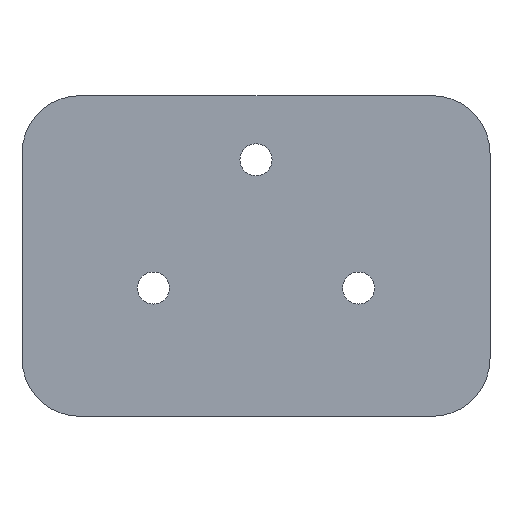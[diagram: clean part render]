
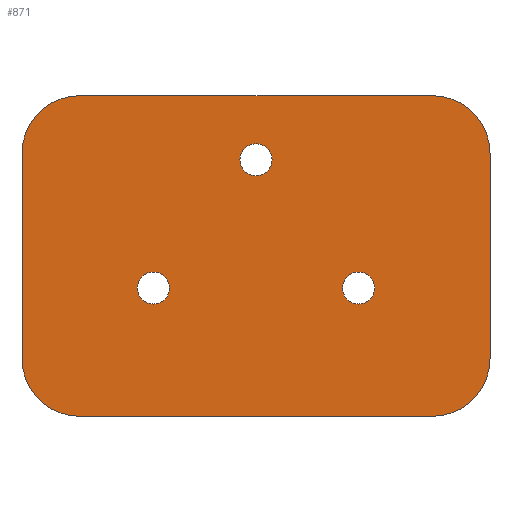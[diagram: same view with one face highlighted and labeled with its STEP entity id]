
A CAD part, left-side view. The second image highlights one B-rep face of the part: STEP entity #871.
In plain terms, the highlighted planar face has unit normal (-1, 0, 0).
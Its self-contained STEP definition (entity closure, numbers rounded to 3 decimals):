
#24=FACE_BOUND('',#131,.T.);
#25=FACE_BOUND('',#132,.T.);
#26=FACE_BOUND('',#133,.T.);
#37=PLANE('',#950);
#79=FACE_OUTER_BOUND('',#130,.T.);
#130=EDGE_LOOP('',(#662,#663,#664,#665,#666,#667,#668,#669));
#131=EDGE_LOOP('',(#670));
#132=EDGE_LOOP('',(#671));
#133=EDGE_LOOP('',(#672));
#190=LINE('',#1306,#286);
#193=LINE('',#1314,#289);
#198=LINE('',#1328,#294);
#200=LINE('',#1333,#296);
#286=VECTOR('',#1051,10.);
#289=VECTOR('',#1060,10.);
#294=VECTOR('',#1075,10.);
#296=VECTOR('',#1083,10.);
#376=CIRCLE('',#934,2.5);
#377=CIRCLE('',#936,2.5);
#378=CIRCLE('',#938,2.5);
#379=CIRCLE('',#941,9.);
#380=CIRCLE('',#944,9.);
#381=CIRCLE('',#946,9.);
#382=CIRCLE('',#949,9.);
#414=VERTEX_POINT('',#1291);
#415=VERTEX_POINT('',#1295);
#416=VERTEX_POINT('',#1299);
#417=VERTEX_POINT('',#1303);
#418=VERTEX_POINT('',#1305);
#419=VERTEX_POINT('',#1309);
#420=VERTEX_POINT('',#1313);
#421=VERTEX_POINT('',#1317);
#422=VERTEX_POINT('',#1321);
#423=VERTEX_POINT('',#1323);
#424=VERTEX_POINT('',#1327);
#497=EDGE_CURVE('',#414,#414,#376,.T.);
#499=EDGE_CURVE('',#415,#415,#377,.T.);
#501=EDGE_CURVE('',#416,#416,#378,.T.);
#504=EDGE_CURVE('',#418,#417,#190,.T.);
#506=EDGE_CURVE('',#419,#418,#379,.T.);
#508=EDGE_CURVE('',#420,#419,#193,.T.);
#510=EDGE_CURVE('',#421,#420,#380,.T.);
#513=EDGE_CURVE('',#423,#422,#381,.T.);
#515=EDGE_CURVE('',#424,#423,#198,.T.);
#517=EDGE_CURVE('',#417,#424,#382,.T.);
#518=EDGE_CURVE('',#422,#421,#200,.T.);
#662=ORIENTED_EDGE('',*,*,#517,.T.);
#663=ORIENTED_EDGE('',*,*,#515,.T.);
#664=ORIENTED_EDGE('',*,*,#513,.T.);
#665=ORIENTED_EDGE('',*,*,#518,.T.);
#666=ORIENTED_EDGE('',*,*,#510,.T.);
#667=ORIENTED_EDGE('',*,*,#508,.T.);
#668=ORIENTED_EDGE('',*,*,#506,.T.);
#669=ORIENTED_EDGE('',*,*,#504,.T.);
#670=ORIENTED_EDGE('',*,*,#501,.T.);
#671=ORIENTED_EDGE('',*,*,#499,.T.);
#672=ORIENTED_EDGE('',*,*,#497,.T.);
#871=ADVANCED_FACE('',(#79,#24,#25,#26),#37,.F.);
#934=AXIS2_PLACEMENT_3D('',#1292,#1035,#1036);
#936=AXIS2_PLACEMENT_3D('',#1296,#1040,#1041);
#938=AXIS2_PLACEMENT_3D('',#1300,#1045,#1046);
#941=AXIS2_PLACEMENT_3D('',#1310,#1055,#1056);
#944=AXIS2_PLACEMENT_3D('',#1318,#1064,#1065);
#946=AXIS2_PLACEMENT_3D('',#1324,#1070,#1071);
#949=AXIS2_PLACEMENT_3D('',#1331,#1079,#1080);
#950=AXIS2_PLACEMENT_3D('',#1332,#1081,#1082);
#1035=DIRECTION('center_axis',(1.,0.,0.));
#1036=DIRECTION('ref_axis',(0.,1.,0.));
#1040=DIRECTION('center_axis',(1.,0.,0.));
#1041=DIRECTION('ref_axis',(0.,1.,0.));
#1045=DIRECTION('center_axis',(1.,0.,0.));
#1046=DIRECTION('ref_axis',(0.,1.,0.));
#1051=DIRECTION('',(0.,1.,0.));
#1055=DIRECTION('center_axis',(-1.,0.,0.));
#1056=DIRECTION('ref_axis',(0.,0.,1.));
#1060=DIRECTION('',(0.,0.,1.));
#1064=DIRECTION('center_axis',(-1.,0.,0.));
#1065=DIRECTION('ref_axis',(0.,-1.,0.));
#1070=DIRECTION('center_axis',(-1.,0.,0.));
#1071=DIRECTION('ref_axis',(0.,0.,-1.));
#1075=DIRECTION('',(0.,0.,-1.));
#1079=DIRECTION('center_axis',(-1.,0.,0.));
#1080=DIRECTION('ref_axis',(0.,1.,0.));
#1081=DIRECTION('center_axis',(1.,0.,0.));
#1082=DIRECTION('ref_axis',(0.,1.,0.));
#1083=DIRECTION('',(0.,-1.,0.));
#1291=CARTESIAN_POINT('',(-8.,-18.5,20.));
#1292=CARTESIAN_POINT('Origin',(-8.,-16.,20.));
#1295=CARTESIAN_POINT('',(-8.,13.5,20.));
#1296=CARTESIAN_POINT('Origin',(-8.,16.,20.));
#1299=CARTESIAN_POINT('',(-8.,-2.5,40.));
#1300=CARTESIAN_POINT('Origin',(-8.,0.,40.));
#1303=CARTESIAN_POINT('',(-8.,27.5,50.));
#1305=CARTESIAN_POINT('',(-8.,-27.5,50.));
#1306=CARTESIAN_POINT('',(-8.,-27.5,50.));
#1309=CARTESIAN_POINT('',(-8.,-36.5,41.));
#1310=CARTESIAN_POINT('Origin',(-8.,-27.5,41.));
#1313=CARTESIAN_POINT('',(-8.,-36.5,9.));
#1314=CARTESIAN_POINT('',(-8.,-36.5,9.));
#1317=CARTESIAN_POINT('',(-8.,-27.5,0.));
#1318=CARTESIAN_POINT('Origin',(-8.,-27.5,9.));
#1321=CARTESIAN_POINT('',(-8.,27.5,0.));
#1323=CARTESIAN_POINT('',(-8.,36.5,9.));
#1324=CARTESIAN_POINT('Origin',(-8.,27.5,9.));
#1327=CARTESIAN_POINT('',(-8.,36.5,41.));
#1328=CARTESIAN_POINT('',(-8.,36.5,41.));
#1331=CARTESIAN_POINT('Origin',(-8.,27.5,41.));
#1332=CARTESIAN_POINT('Origin',(-8.,0.,25.));
#1333=CARTESIAN_POINT('',(-8.,27.5,0.));
